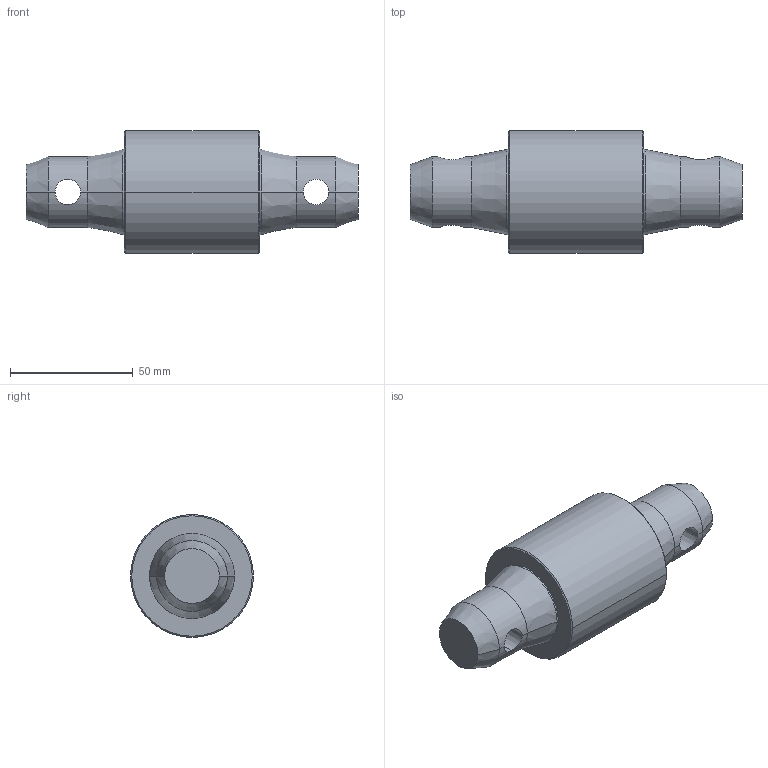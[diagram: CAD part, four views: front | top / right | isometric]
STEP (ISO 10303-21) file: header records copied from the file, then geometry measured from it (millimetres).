
FILE_DESCRIPTION(/* description */ ('55mm Coupler Spacer'),/* implementation_level */ '2;1');
FILE_NAME(/* name */ 'EVT290A-CS55.step',/* time_stamp */ '2024-01-22T15:25:47-08:00',/* author */ (''),/* organization */ (''),/* preprocessor_version */ 'ST-DEVELOPER v20',/* originating_system */ 'Autodesk Translation Framework v12.14.0.127',/* authorisation */ '');
FILE_SCHEMA (('AUTOMOTIVE_DESIGN { 1 0 10303 214 3 1 1 }'));
Length unit declared in the file: millimetre
Products named in the file (2): EVT290A-CS55; EVT290A-CS55_1
Assembly tree (1 placements, depth 2):
  EVT290A-CS55
    EVT290A-CS55_1
Bounding box: 135 x 50 x 50 mm (x, y, z)
Volume: 156495.2 mm3; surface area: 20393.4 mm2
Topology: 1 solids, 1 shells, 30 faces, 70 edges, 40 vertices
Faces by surface type: cone 16, cylinder 10, plane 4
Entity records: 1214 total; most frequent: CARTESIAN_POINT 471, DIRECTION 152, ORIENTED_EDGE 140, EDGE_CURVE 70, AXIS2_PLACEMENT_3D 61, VERTEX_POINT 40, EDGE_LOOP 32, FACE_OUTER_BOUND 30
